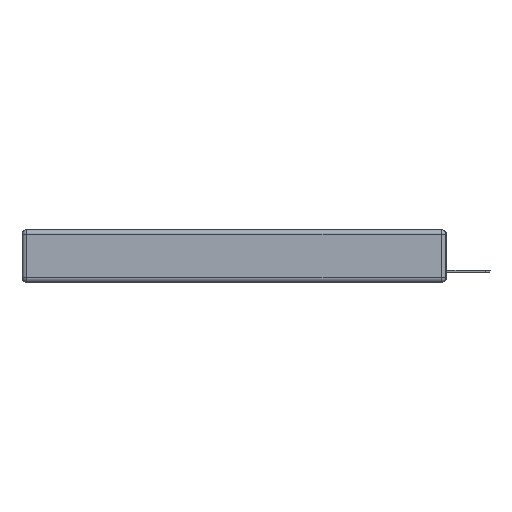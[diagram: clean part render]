
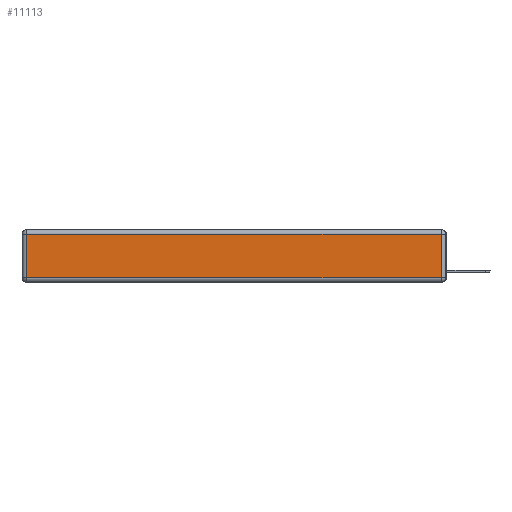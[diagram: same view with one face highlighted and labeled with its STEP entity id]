
A CAD part, left-side view. The second image highlights one B-rep face of the part: STEP entity #11113.
In plain terms, the highlighted planar face has unit normal (-1, 0, 0).
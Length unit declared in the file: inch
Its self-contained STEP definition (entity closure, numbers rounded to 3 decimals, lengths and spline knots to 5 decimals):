
#736 = ORIENTED_EDGE ( 'NONE', *, *, #3909, .T. ) ;
#1068 = ORIENTED_EDGE ( 'NONE', *, *, #11713, .T. ) ;
#1355 = CARTESIAN_POINT ( 'NONE',  ( 0., 0.03, -0.03 ) ) ;
#1582 = DIRECTION ( 'NONE',  ( 0., 0., 1. ) ) ;
#2329 = ORIENTED_EDGE ( 'NONE', *, *, #12758, .T. ) ;
#2579 = EDGE_LOOP ( 'NONE', ( #1068, #2329, #736, #14510 ) ) ;
#2616 = VERTEX_POINT ( 'NONE', #7629 ) ;
#2656 = DIRECTION ( 'NONE',  ( 0., 0., -1. ) ) ;
#3669 = VECTOR ( 'NONE', #17977, 39.37008 ) ;
#3909 = EDGE_CURVE ( 'NONE', #4887, #11742, #6326, .T. ) ;
#4887 = VERTEX_POINT ( 'NONE', #1355 ) ;
#6326 = LINE ( 'NONE', #17547, #11554 ) ;
#6340 = LINE ( 'NONE', #7807, #13802 ) ;
#6567 = LINE ( 'NONE', #13463, #3669 ) ;
#7197 = PLANE ( 'NONE',  #7372 ) ;
#7372 = AXIS2_PLACEMENT_3D ( 'NONE', #18077, #14184, #1582 ) ;
#7629 = CARTESIAN_POINT ( 'NONE',  ( 0., 2.72, -0.313 ) ) ;
#7807 = CARTESIAN_POINT ( 'NONE',  ( 0., 0., -0.313 ) ) ;
#9644 = CARTESIAN_POINT ( 'NONE',  ( 0., 2.72, -0.343 ) ) ;
#9935 = VECTOR ( 'NONE', #2656, 39.37008 ) ;
#10468 = DIRECTION ( 'NONE',  ( 0., -1., 0. ) ) ;
#11017 = LINE ( 'NONE', #9644, #9935 ) ;
#11113 = ADVANCED_FACE ( 'NONE', ( #15315 ), #7197, .T. ) ;
#11554 = VECTOR ( 'NONE', #15797, 39.37008 ) ;
#11713 = EDGE_CURVE ( 'NONE', #2616, #15004, #6340, .T. ) ;
#11742 = VERTEX_POINT ( 'NONE', #15989 ) ;
#12758 = EDGE_CURVE ( 'NONE', #15004, #4887, #6567, .T. ) ;
#13463 = CARTESIAN_POINT ( 'NONE',  ( 0., 0.03, -0.343 ) ) ;
#13802 = VECTOR ( 'NONE', #10468, 39.37008 ) ;
#14184 = DIRECTION ( 'NONE',  ( -1., 0., 0. ) ) ;
#14510 = ORIENTED_EDGE ( 'NONE', *, *, #17468, .T. ) ;
#15004 = VERTEX_POINT ( 'NONE', #15612 ) ;
#15315 = FACE_OUTER_BOUND ( 'NONE', #2579, .T. ) ;
#15612 = CARTESIAN_POINT ( 'NONE',  ( 0., 0.03, -0.313 ) ) ;
#15797 = DIRECTION ( 'NONE',  ( 0., 1., 0. ) ) ;
#15989 = CARTESIAN_POINT ( 'NONE',  ( 0., 2.72, -0.03 ) ) ;
#17468 = EDGE_CURVE ( 'NONE', #11742, #2616, #11017, .T. ) ;
#17547 = CARTESIAN_POINT ( 'NONE',  ( 0., 2.75, -0.03 ) ) ;
#17977 = DIRECTION ( 'NONE',  ( 0., 0., 1. ) ) ;
#18077 = CARTESIAN_POINT ( 'NONE',  ( 0., 0., -0.343 ) ) ;
